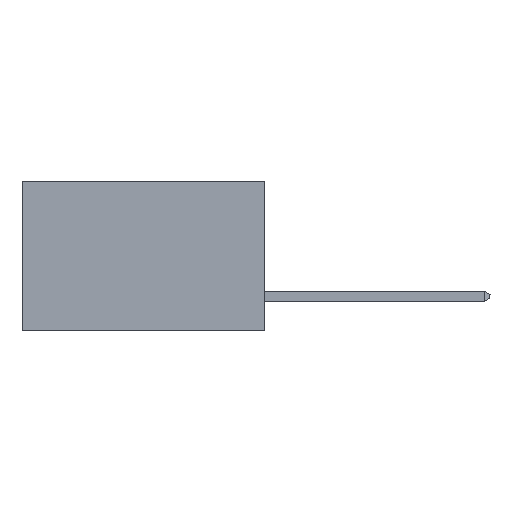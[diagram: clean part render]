
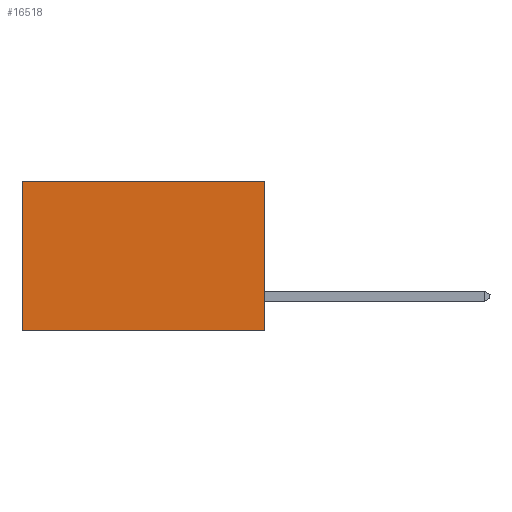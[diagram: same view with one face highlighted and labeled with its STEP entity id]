
A CAD part, left-side view. The second image highlights one B-rep face of the part: STEP entity #16518.
In plain terms, the highlighted planar face has unit normal (-1, 0, 0).
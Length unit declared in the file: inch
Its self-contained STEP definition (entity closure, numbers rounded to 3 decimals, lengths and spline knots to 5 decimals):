
#270 = CARTESIAN_POINT ( 'NONE',  ( 0.298, 0., 0. ) ) ;
#681 = FACE_OUTER_BOUND ( 'NONE', #6505, .T. ) ;
#710 = LINE ( 'NONE', #4471, #929 ) ;
#929 = VECTOR ( 'NONE', #1393, 39.37008 ) ;
#1393 = DIRECTION ( 'NONE',  ( 0., 0., -1. ) ) ;
#1401 = ORIENTED_EDGE ( 'NONE', *, *, #9471, .F. ) ;
#2322 = EDGE_CURVE ( 'NONE', #4784, #10434, #7017, .T. ) ;
#2370 = CARTESIAN_POINT ( 'NONE',  ( 0.298, 0.6, 0. ) ) ;
#2746 = VERTEX_POINT ( 'NONE', #18420 ) ;
#3298 = CARTESIAN_POINT ( 'NONE',  ( 0.298, 0.6, 0. ) ) ;
#4471 = CARTESIAN_POINT ( 'NONE',  ( 0.298, 0., 0. ) ) ;
#4531 = DIRECTION ( 'NONE',  ( 1., 0., 0. ) ) ;
#4592 = PLANE ( 'NONE',  #18221 ) ;
#4784 = VERTEX_POINT ( 'NONE', #3298 ) ;
#5866 = VECTOR ( 'NONE', #18369, 39.37008 ) ;
#6183 = CARTESIAN_POINT ( 'NONE',  ( 0.298, 0., 0. ) ) ;
#6505 = EDGE_LOOP ( 'NONE', ( #16360, #16897, #1401, #8602 ) ) ;
#7017 = LINE ( 'NONE', #2370, #5866 ) ;
#7654 = DIRECTION ( 'NONE',  ( 0., 1., 0. ) ) ;
#8602 = ORIENTED_EDGE ( 'NONE', *, *, #11168, .T. ) ;
#9471 = EDGE_CURVE ( 'NONE', #15195, #2746, #710, .T. ) ;
#9714 = DIRECTION ( 'NONE',  ( 0., 1., 0. ) ) ;
#10434 = VERTEX_POINT ( 'NONE', #18047 ) ;
#11140 = LINE ( 'NONE', #16899, #15436 ) ;
#11168 = EDGE_CURVE ( 'NONE', #15195, #4784, #13789, .T. ) ;
#13789 = LINE ( 'NONE', #6183, #14934 ) ;
#14287 = EDGE_CURVE ( 'NONE', #2746, #10434, #11140, .T. ) ;
#14656 = DIRECTION ( 'NONE',  ( 0., 0., -1. ) ) ;
#14934 = VECTOR ( 'NONE', #7654, 39.37008 ) ;
#15195 = VERTEX_POINT ( 'NONE', #16001 ) ;
#15436 = VECTOR ( 'NONE', #9714, 39.37008 ) ;
#16001 = CARTESIAN_POINT ( 'NONE',  ( 0.298, 0., 0. ) ) ;
#16360 = ORIENTED_EDGE ( 'NONE', *, *, #2322, .T. ) ;
#16518 = ADVANCED_FACE ( 'NONE', ( #681 ), #4592, .F. ) ;
#16897 = ORIENTED_EDGE ( 'NONE', *, *, #14287, .F. ) ;
#16899 = CARTESIAN_POINT ( 'NONE',  ( 0.298, 0., -0.37 ) ) ;
#18047 = CARTESIAN_POINT ( 'NONE',  ( 0.298, 0.6, -0.37 ) ) ;
#18221 = AXIS2_PLACEMENT_3D ( 'NONE', #270, #4531, #14656 ) ;
#18369 = DIRECTION ( 'NONE',  ( 0., 0., -1. ) ) ;
#18420 = CARTESIAN_POINT ( 'NONE',  ( 0.298, 0., -0.37 ) ) ;
